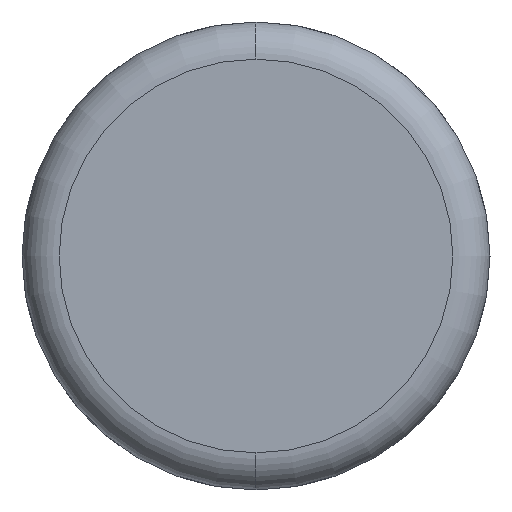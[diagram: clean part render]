
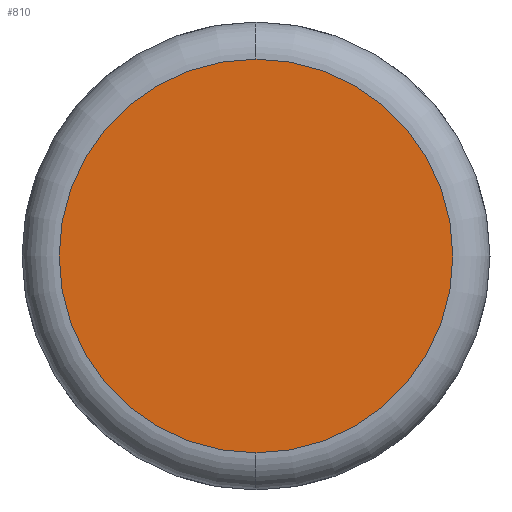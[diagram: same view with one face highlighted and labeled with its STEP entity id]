
A CAD part, left-side view. The second image highlights one B-rep face of the part: STEP entity #810.
In plain terms, the highlighted planar face has unit normal (-1, 0, 0).
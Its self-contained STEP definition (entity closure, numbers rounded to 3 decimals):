
#568=CARTESIAN_POINT('',(-16.0,0.0,0.5));
#569=VERTEX_POINT('',#568);
#595=CARTESIAN_POINT('',(-16.0,0.,5.8));
#596=VERTEX_POINT('',#595);
#604=CARTESIAN_POINT('',(-16.0,0.0,3.15));
#605=DIRECTION('',(1.0,0.0,0.0));
#606=DIRECTION('',(0.0,-1.0,0.0));
#607=AXIS2_PLACEMENT_3D('',#604,#605,#606);
#608=CIRCLE('',#607,2.65);
#609=EDGE_CURVE('',#596,#569,#608,.T.);
#778=CARTESIAN_POINT('',(-16.0,2.65,3.15));
#779=VERTEX_POINT('',#778);
#780=CARTESIAN_POINT('',(-16.0,0.0,3.15));
#781=DIRECTION('',(1.0,0.0,0.0));
#782=DIRECTION('',(0.0,-1.0,0.0));
#783=AXIS2_PLACEMENT_3D('',#780,#781,#782);
#784=CIRCLE('',#783,2.65);
#785=EDGE_CURVE('',#569,#779,#784,.T.);
#787=CARTESIAN_POINT('',(-16.0,0.0,3.15));
#788=DIRECTION('',(1.0,0.0,0.0));
#789=DIRECTION('',(0.0,-1.0,0.0));
#790=AXIS2_PLACEMENT_3D('',#787,#788,#789);
#791=CIRCLE('',#790,2.65);
#792=EDGE_CURVE('',#779,#596,#791,.T.);
#800=CARTESIAN_POINT('',(-16.0,0.0,3.15));
#801=DIRECTION('',(1.0,0.0,0.0));
#802=DIRECTION('',(0.0,0.0,-1.0));
#803=AXIS2_PLACEMENT_3D('',#800,#801,#802);
#804=PLANE('',#803);
#805=ORIENTED_EDGE('',*,*,#792,.F.);
#806=ORIENTED_EDGE('',*,*,#785,.F.);
#807=ORIENTED_EDGE('',*,*,#609,.F.);
#808=EDGE_LOOP('',(#805,#806,#807));
#809=FACE_OUTER_BOUND('',#808,.T.);
#810=ADVANCED_FACE('',(#809),#804,.F.);
